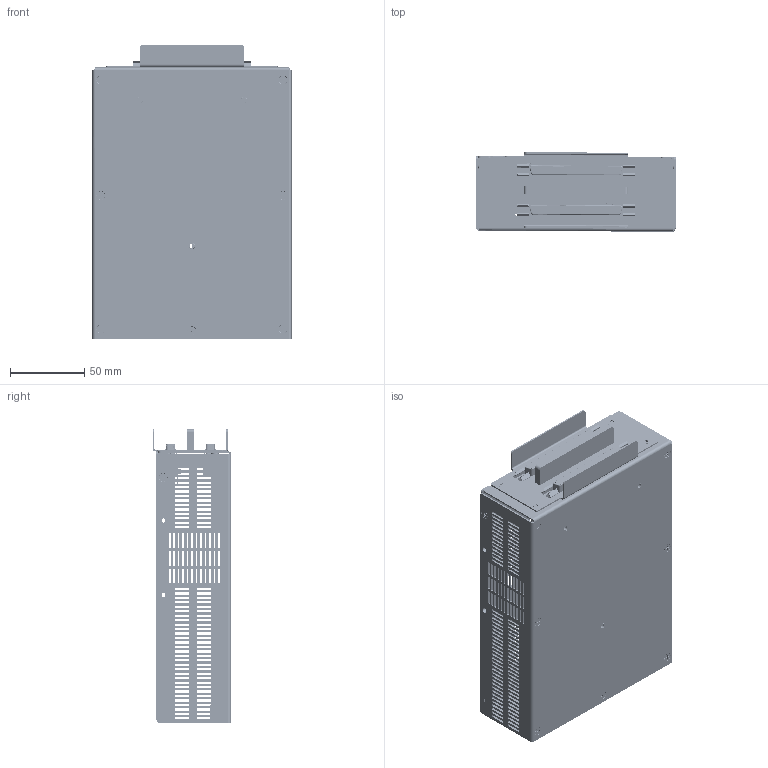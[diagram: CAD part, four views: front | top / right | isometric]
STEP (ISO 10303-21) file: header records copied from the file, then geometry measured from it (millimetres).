
FILE_DESCRIPTION(/* description */ (''),/* implementation_level */ '2;1');
FILE_NAME(/* name */ 'ArtUs OEM 2H .stp',/* time_stamp */ '2023-06-16T16:22:55+03:00',/* author */ ('Ciunel'),/* organization */ (''),/* preprocessor_version */ 'ST-DEVELOPER v18',/* originating_system */ 'Autodesk Inventor 2020',/* authorisation */ '');
FILE_SCHEMA (('AUTOMOTIVE_DESIGN { 1 0 10303 214 3 1 1 }'));
Products named in the file (1): ArtUs OEM 2H _Shrinkwrap_1
Bounding box: 134.17 x 53.07 x 197.5 mm (x, y, z)
Volume: 100241.5 mm3; surface area: 211531.3 mm2
Topology: 47 solids, 47 shells, 13410 faces, 35607 edges, 22877 vertices
Faces by surface type: plane 11535, cylinder 1729, torus 90, cone 48, bspline 7, sphere 1
Full cylindrical faces by diameter (mm): 1 x2, 1.6 x4, 2.5 x6, 3 x33, 3.1 x10, 3.5 x4, 4 x17, 4.2 x32, 5 x20, 5.2 x8, 5.5 x17, 5.9 x1, 6.5 x1
Entity records: 425753 total; most frequent: CARTESIAN_POINT 72352, ORIENTED_EDGE 71206, DIRECTION 66242, EDGE_CURVE 35603, LINE 31680, VECTOR 31680, VERTEX_POINT 22877, AXIS2_PLACEMENT_3D 17281
